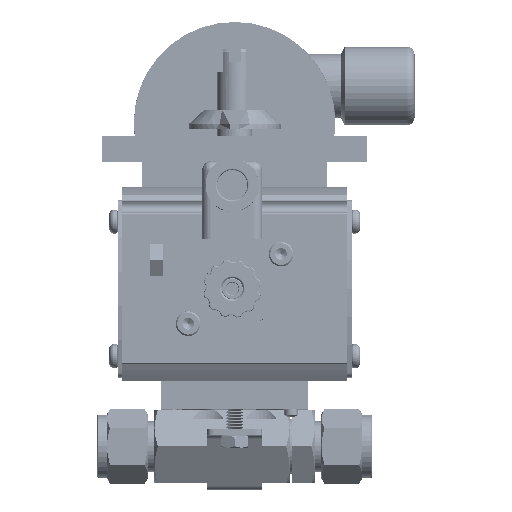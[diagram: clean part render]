
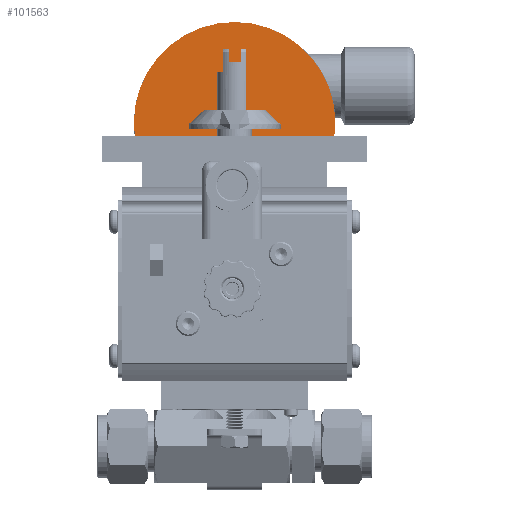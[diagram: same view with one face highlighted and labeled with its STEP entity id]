
A CAD part, top view. The second image highlights one B-rep face of the part: STEP entity #101563.
In plain terms, the highlighted planar face has unit normal (0, 0, 1).
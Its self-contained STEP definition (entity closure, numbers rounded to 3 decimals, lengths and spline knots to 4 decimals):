
#200 = DIRECTION ( 'NONE',  ( 0., 0., 1. ) ) ;
#11754 = VERTEX_POINT ( 'NONE', #178934 ) ;
#25943 = AXIS2_PLACEMENT_3D ( 'NONE', #104763, #200, #122332 ) ;
#26174 = FACE_BOUND ( 'NONE', #93276, .T. ) ;
#26847 = EDGE_CURVE ( 'NONE', #55984, #11754, #106806, .T. ) ;
#35632 = VERTEX_POINT ( 'NONE', #75753 ) ;
#43529 = ORIENTED_EDGE ( 'NONE', *, *, #120353, .F. ) ;
#47792 = CARTESIAN_POINT ( 'NONE',  ( -0.5912, 3.861, -1.29 ) ) ;
#49062 = CIRCLE ( 'NONE', #52858, 0.2478 ) ;
#51303 = AXIS2_PLACEMENT_3D ( 'NONE', #88002, #210079, #105558 ) ;
#52858 = AXIS2_PLACEMENT_3D ( 'NONE', #57614, #179702, #75197 ) ;
#55984 = VERTEX_POINT ( 'NONE', #125466 ) ;
#57614 = CARTESIAN_POINT ( 'NONE',  ( 0.3435, 3.861, -1.29 ) ) ;
#58023 = DIRECTION ( 'NONE',  ( 0., 0., -1. ) ) ;
#60252 = ORIENTED_EDGE ( 'NONE', *, *, #26847, .F. ) ;
#62540 = CARTESIAN_POINT ( 'NONE',  ( 0.0005, 4.391, -1.29 ) ) ;
#68947 = EDGE_CURVE ( 'NONE', #11754, #55984, #49062, .T. ) ;
#70331 = CIRCLE ( 'NONE', #51303, 0.2478 ) ;
#72601 = FACE_OUTER_BOUND ( 'NONE', #77406, .T. ) ;
#72848 = ORIENTED_EDGE ( 'NONE', *, *, #86065, .F. ) ;
#75197 = DIRECTION ( 'NONE',  ( 1., 0., 0. ) ) ;
#75753 = CARTESIAN_POINT ( 'NONE',  ( -1.367, 4.391, -1.29 ) ) ;
#77406 = EDGE_LOOP ( 'NONE', ( #72848, #192456 ) ) ;
#80029 = VERTEX_POINT ( 'NONE', #47792 ) ;
#80161 = DIRECTION ( 'NONE',  ( 1., 0., 0. ) ) ;
#86065 = EDGE_CURVE ( 'NONE', #35632, #153816, #212776, .T. ) ;
#86525 = CARTESIAN_POINT ( 'NONE',  ( -0.3435, 3.861, -1.29 ) ) ;
#88002 = CARTESIAN_POINT ( 'NONE',  ( -0.3435, 3.861, -1.29 ) ) ;
#93276 = EDGE_LOOP ( 'NONE', ( #212037, #43529 ) ) ;
#97604 = CARTESIAN_POINT ( 'NONE',  ( 1.368, 4.391, -1.29 ) ) ;
#99319 = EDGE_LOOP ( 'NONE', ( #208253, #60252 ) ) ;
#101563 = ADVANCED_FACE ( 'NONE', ( #72601, #119017, #26174 ), #179031, .F. ) ;
#104076 = DIRECTION ( 'NONE',  ( 1., 0., 0. ) ) ;
#104763 = CARTESIAN_POINT ( 'NONE',  ( 0.3435, 3.861, -1.29 ) ) ;
#105558 = DIRECTION ( 'NONE',  ( 1., 0., 0. ) ) ;
#106806 = CIRCLE ( 'NONE', #25943, 0.2478 ) ;
#109128 = EDGE_CURVE ( 'NONE', #153816, #35632, #177067, .T. ) ;
#119017 = FACE_BOUND ( 'NONE', #99319, .T. ) ;
#120353 = EDGE_CURVE ( 'NONE', #80029, #187403, #70331, .T. ) ;
#122332 = DIRECTION ( 'NONE',  ( 1., 0., 0. ) ) ;
#125466 = CARTESIAN_POINT ( 'NONE',  ( 0.0958, 3.861, -1.29 ) ) ;
#139555 = CARTESIAN_POINT ( 'NONE',  ( -0.0957, 3.861, -1.29 ) ) ;
#153816 = VERTEX_POINT ( 'NONE', #97604 ) ;
#161567 = DIRECTION ( 'NONE',  ( 0., 0., -1. ) ) ;
#162633 = CARTESIAN_POINT ( 'NONE',  ( 0.0005, 4.391, -1.29 ) ) ;
#165387 = AXIS2_PLACEMENT_3D ( 'NONE', #62540, #184645, #80161 ) ;
#170554 = CIRCLE ( 'NONE', #208221, 0.2478 ) ;
#173552 = EDGE_CURVE ( 'NONE', #187403, #80029, #170554, .T. ) ;
#176546 = AXIS2_PLACEMENT_3D ( 'NONE', #162633, #58023, #180087 ) ;
#177067 = CIRCLE ( 'NONE', #165387, 1.3675 ) ;
#178934 = CARTESIAN_POINT ( 'NONE',  ( 0.5913, 3.861, -1.29 ) ) ;
#179031 = PLANE ( 'NONE',  #218487 ) ;
#179702 = DIRECTION ( 'NONE',  ( 0., 0., 1. ) ) ;
#180087 = DIRECTION ( 'NONE',  ( 1., 0., 0. ) ) ;
#184645 = DIRECTION ( 'NONE',  ( 0., 0., -1. ) ) ;
#187403 = VERTEX_POINT ( 'NONE', #139555 ) ;
#192456 = ORIENTED_EDGE ( 'NONE', *, *, #109128, .F. ) ;
#196593 = CARTESIAN_POINT ( 'NONE',  ( 0.0005, 4.391, -1.29 ) ) ;
#208221 = AXIS2_PLACEMENT_3D ( 'NONE', #86525, #208601, #104076 ) ;
#208253 = ORIENTED_EDGE ( 'NONE', *, *, #68947, .F. ) ;
#208601 = DIRECTION ( 'NONE',  ( 0., 0., 1. ) ) ;
#210079 = DIRECTION ( 'NONE',  ( 0., 0., 1. ) ) ;
#212037 = ORIENTED_EDGE ( 'NONE', *, *, #173552, .F. ) ;
#212776 = CIRCLE ( 'NONE', #176546, 1.3675 ) ;
#214145 = DIRECTION ( 'NONE',  ( 1., 0., 0. ) ) ;
#218487 = AXIS2_PLACEMENT_3D ( 'NONE', #196593, #161567, #214145 ) ;
